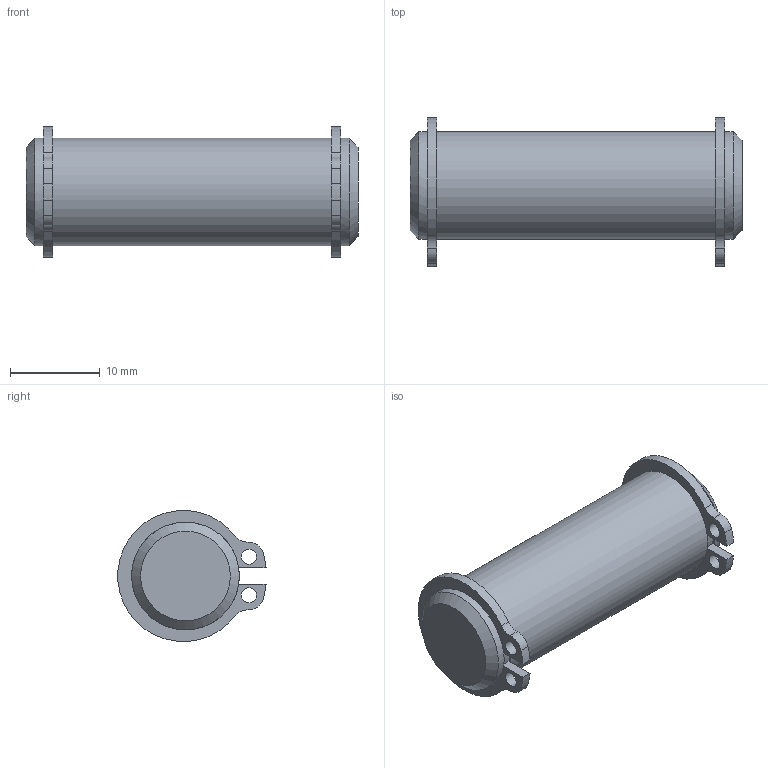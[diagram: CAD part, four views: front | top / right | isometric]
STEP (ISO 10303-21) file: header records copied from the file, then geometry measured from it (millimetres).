
FILE_DESCRIPTION( ( 'STEP AP214' ), '1' );
FILE_NAME( 'K0007.122.stp', '2020-11-24T14:32:42', ( '' ), ( '' ), ' ', 'PARTsolutions', ' ' );
FILE_SCHEMA( ( 'AUTOMOTIVE_DESIGN { 1 0 10303 214 1 1 1 1 }' ) );
Length unit declared in the file: millimetre
Products named in the file (1): _K0007.122
Bounding box: 37 x 16.5 x 14.59 mm (x, y, z)
Volume: 4279.7 mm3; surface area: 1879.1 mm2
Topology: 1 solids, 1 shells, 39 faces, 99 edges, 62 vertices
Faces by surface type: cylinder 23, plane 14, cone 2
Full cylindrical faces by diameter (mm): 1.7 x4, 12 x3
Entity records: 1470 total; most frequent: DIRECTION 220, CARTESIAN_POINT 188, ORIENTED_EDGE 176, AXIS2_PLACEMENT_3D 92, EDGE_CURVE 88, VERTEX_POINT 60, EDGE_LOOP 56, CIRCLE 52
